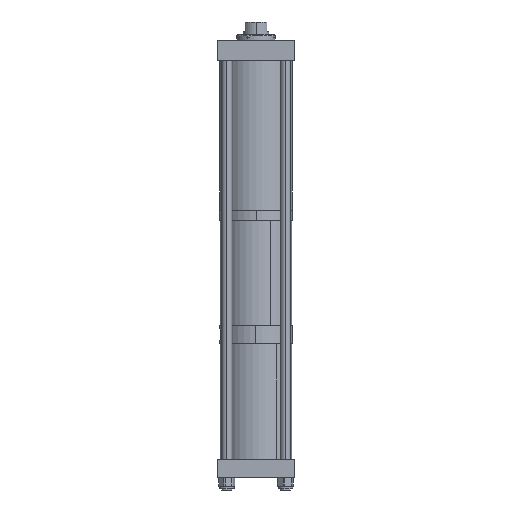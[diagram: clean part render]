
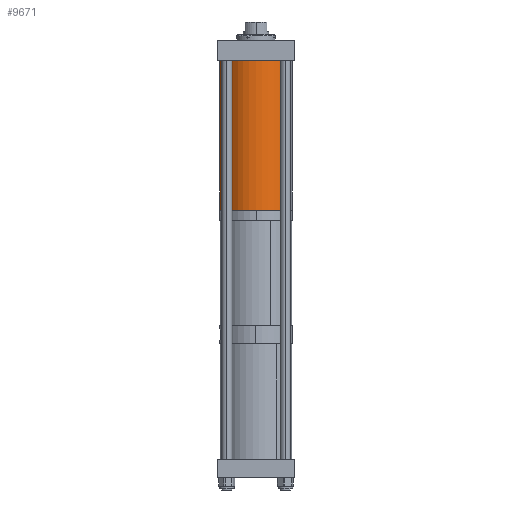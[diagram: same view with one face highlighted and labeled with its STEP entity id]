
A CAD part, left-side view. The second image highlights one B-rep face of the part: STEP entity #9671.
In plain terms, the highlighted cylindrical face has radius 88.9 mm (diameter 177.8 mm), a partial arc.
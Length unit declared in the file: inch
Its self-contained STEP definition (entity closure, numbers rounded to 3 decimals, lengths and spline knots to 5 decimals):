
#468 = ORIENTED_EDGE ( 'NONE', *, *, #3251, .F. ) ;
#484 = DIRECTION ( 'NONE',  ( 0., 0., 1. ) ) ;
#585 = VERTEX_POINT ( 'NONE', #9699 ) ;
#1232 = CARTESIAN_POINT ( 'NONE',  ( 0., 0., 14.482 ) ) ;
#1372 = CARTESIAN_POINT ( 'NONE',  ( 0., 0., 0. ) ) ;
#1380 = VECTOR ( 'NONE', #8899, 39.37008 ) ;
#1625 = CIRCLE ( 'NONE', #5430, 3.5 ) ;
#1760 = AXIS2_PLACEMENT_3D ( 'NONE', #4375, #2684, #4326 ) ;
#1908 = EDGE_CURVE ( 'NONE', #585, #2609, #1625, .T. ) ;
#2609 = VERTEX_POINT ( 'NONE', #8649 ) ;
#2684 = DIRECTION ( 'NONE',  ( 0., 0., -1. ) ) ;
#2736 = CYLINDRICAL_SURFACE ( 'NONE', #1760, 3.5 ) ;
#2866 = EDGE_LOOP ( 'NONE', ( #468, #3813, #4123, #6330 ) ) ;
#3251 = EDGE_CURVE ( 'NONE', #6455, #8378, #7266, .T. ) ;
#3813 = ORIENTED_EDGE ( 'NONE', *, *, #8236, .T. ) ;
#4123 = ORIENTED_EDGE ( 'NONE', *, *, #1908, .T. ) ;
#4326 = DIRECTION ( 'NONE',  ( -1., 0., 0. ) ) ;
#4375 = CARTESIAN_POINT ( 'NONE',  ( 0., 0., 14.482 ) ) ;
#4387 = VECTOR ( 'NONE', #7497, 39.37008 ) ;
#4933 = FACE_OUTER_BOUND ( 'NONE', #2866, .T. ) ;
#4979 = LINE ( 'NONE', #8188, #1380 ) ;
#5109 = DIRECTION ( 'NONE',  ( 0., 0., 1. ) ) ;
#5430 = AXIS2_PLACEMENT_3D ( 'NONE', #1372, #484, #7633 ) ;
#5988 = DIRECTION ( 'NONE',  ( 1., 0., 0. ) ) ;
#6330 = ORIENTED_EDGE ( 'NONE', *, *, #6652, .F. ) ;
#6455 = VERTEX_POINT ( 'NONE', #8487 ) ;
#6652 = EDGE_CURVE ( 'NONE', #8378, #2609, #4979, .T. ) ;
#7266 = CIRCLE ( 'NONE', #10075, 3.5 ) ;
#7497 = DIRECTION ( 'NONE',  ( 0., 0., -1. ) ) ;
#7599 = LINE ( 'NONE', #8276, #4387 ) ;
#7633 = DIRECTION ( 'NONE',  ( 1., 0., 0. ) ) ;
#7748 = CARTESIAN_POINT ( 'NONE',  ( -3.5, 0., 14.482 ) ) ;
#8188 = CARTESIAN_POINT ( 'NONE',  ( -3.5, 0., 14.482 ) ) ;
#8236 = EDGE_CURVE ( 'NONE', #6455, #585, #7599, .T. ) ;
#8276 = CARTESIAN_POINT ( 'NONE',  ( 3.5, 0., 14.482 ) ) ;
#8378 = VERTEX_POINT ( 'NONE', #7748 ) ;
#8487 = CARTESIAN_POINT ( 'NONE',  ( 3.5, 0., 14.482 ) ) ;
#8649 = CARTESIAN_POINT ( 'NONE',  ( -3.5, 0., 0. ) ) ;
#8899 = DIRECTION ( 'NONE',  ( 0., 0., -1. ) ) ;
#9671 = ADVANCED_FACE ( 'NONE', ( #4933 ), #2736, .T. ) ;
#9699 = CARTESIAN_POINT ( 'NONE',  ( 3.5, 0., 0. ) ) ;
#10075 = AXIS2_PLACEMENT_3D ( 'NONE', #1232, #5109, #5988 ) ;
